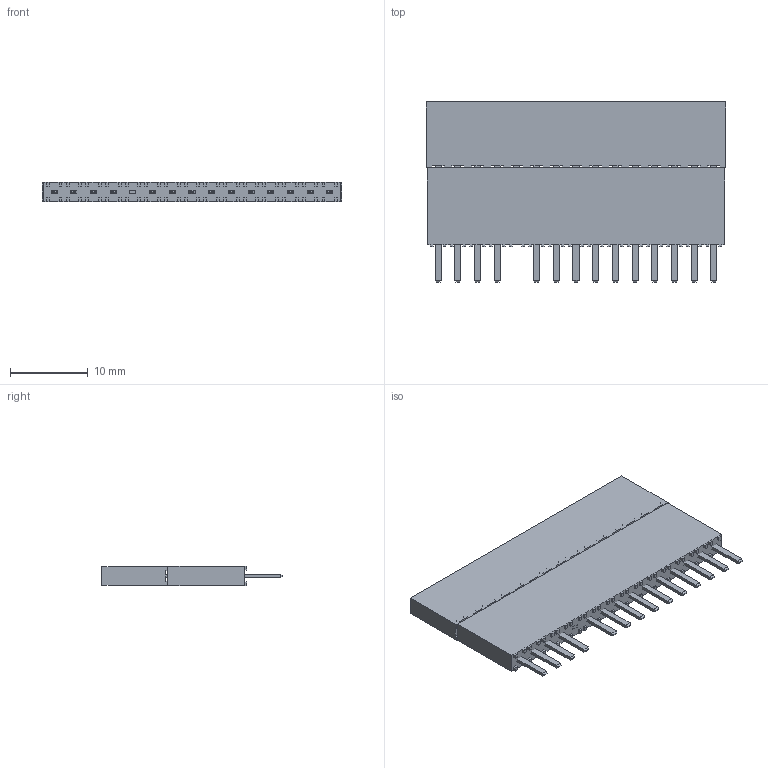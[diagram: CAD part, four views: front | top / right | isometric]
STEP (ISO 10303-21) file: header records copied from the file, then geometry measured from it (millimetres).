
FILE_DESCRIPTION(/* description */ (''),/* implementation_level */ '2;1');
FILE_NAME(/* name */ 'ESW-115-44-L-S v2.step',/* time_stamp */ '2020-06-17T15:01:14-04:00',/* author */ (''),/* organization */ (''),/* preprocessor_version */ 'ST-DEVELOPER v18.1',/* originating_system */ 'Autodesk Translation Framework v9.3.0.1241',/* authorisation */ '');
FILE_SCHEMA (('AUTOMOTIVE_DESIGN { 1 0 10303 214 3 1 1 }'));
Length unit declared in the file: inch
Products named in the file (4): ESW-115-44-L-S; _ESW-115-44-L-S_socket; _ESW-115-44-L-S_pins; _ESW-115-44-L-S_bsocket
Assembly tree (3 placements, depth 2):
  ESW-115-44-L-S
    _ESW-115-44-L-S_socket
    _ESW-115-44-L-S_pins
    _ESW-115-44-L-S_bsocket
Bounding box: 38.61 x 23.24 x 2.54 mm (x, y, z)
Volume: 1766.9 mm3; surface area: 3088.8 mm2
Topology: 3 solids, 3 shells, 753 faces, 2050 edges, 1348 vertices
Faces by surface type: plane 738, cylinder 15
Entity records: 24091 total; most frequent: CARTESIAN_POINT 4158, ORIENTED_EDGE 4100, DIRECTION 3600, EDGE_CURVE 2050, LINE 2020, VECTOR 2020, VERTEX_POINT 1348, EDGE_LOOP 798
